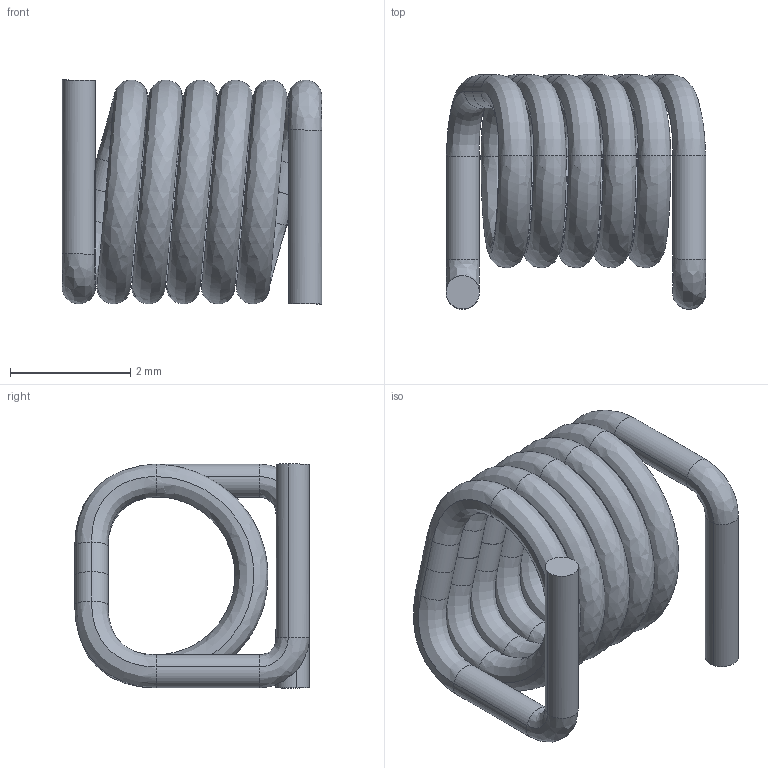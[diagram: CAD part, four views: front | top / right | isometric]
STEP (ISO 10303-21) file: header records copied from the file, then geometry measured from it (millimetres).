
FILE_DESCRIPTION (( 'STEP AP214' ), '1' );
FILE_NAME ('Coilcraft-1515SQ-47N.STEP', '2018-12-18T18:34:57', ( '' ), ( '' ), 'SwSTEP 2.0', 'SolidWorks 2018', '' );
FILE_SCHEMA (( 'AUTOMOTIVE_DESIGN' ));
Length unit declared in the file: inch
Products named in the file (1): Coilcraft-1515SQ-47N
Bounding box: 4.32 x 3.9 x 3.72 mm (x, y, z)
Volume: 15.2 mm3; surface area: 113.4 mm2
Topology: 7 solids, 7 shells, 84 faces, 154 edges, 84 vertices
Faces by surface type: bspline 56, cylinder 14, plane 14
Entity records: 5536 total; most frequent: CARTESIAN_POINT 2941, ORIENTED_EDGE 308, DIRECTION 258, EDGE_CURVE 154, AXIS2_PLACEMENT_3D 113, UNCERTAINTY_MEASURE_WITH_UNIT 93, LENGTH_MEASURE_WITH_UNIT 93, DIMENSIONAL_EXPONENTS 93
